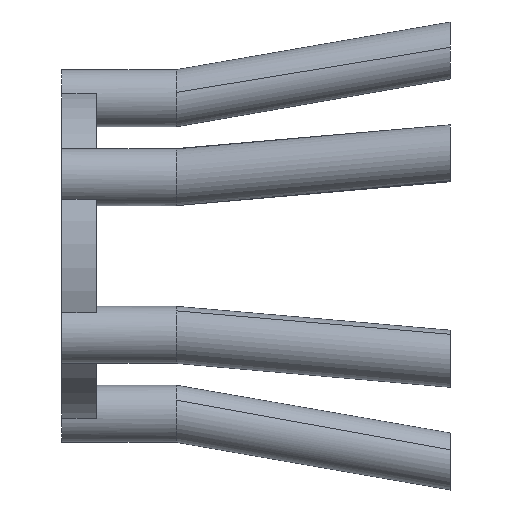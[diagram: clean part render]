
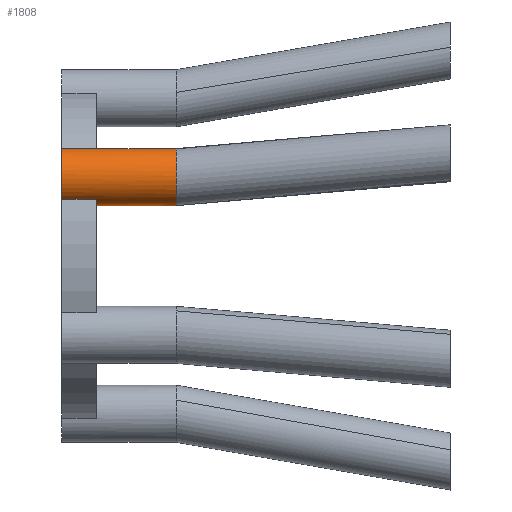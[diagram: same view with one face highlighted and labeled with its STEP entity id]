
A CAD part, left-side view. The second image highlights one B-rep face of the part: STEP entity #1808.
In plain terms, the highlighted cylindrical face has radius 1.25 mm (diameter 2.5 mm), a partial arc.
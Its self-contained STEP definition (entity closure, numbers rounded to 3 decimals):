
#53 = DIRECTION ( 'NONE',  ( 0., 0., 1. ) ) ;
#100 = DIRECTION ( 'NONE',  ( 0., 1., 0. ) ) ;
#135 = CARTESIAN_POINT ( 'NONE',  ( -6.777, 15.5, 2.488 ) ) ;
#196 = CIRCLE ( 'NONE', #2169, 1.25 ) ;
#239 = CIRCLE ( 'NONE', #2080, 1.25 ) ;
#240 = ORIENTED_EDGE ( 'NONE', *, *, #1417, .T. ) ;
#270 = LINE ( 'NONE', #298, #2424 ) ;
#298 = CARTESIAN_POINT ( 'NONE',  ( -6.425, 14.5, 2.285 ) ) ;
#387 = CIRCLE ( 'NONE', #505, 1.25 ) ;
#487 = EDGE_CURVE ( 'NONE', #2089, #1198, #270, .T. ) ;
#505 = AXIS2_PLACEMENT_3D ( 'NONE', #1097, #1279, #1484 ) ;
#533 = FACE_OUTER_BOUND ( 'NONE', #1534, .T. ) ;
#620 = DIRECTION ( 'NONE',  ( 0., 1., 0. ) ) ;
#628 = EDGE_CURVE ( 'NONE', #1775, #1198, #915, .T. ) ;
#632 = ORIENTED_EDGE ( 'NONE', *, *, #2007, .F. ) ;
#649 = CARTESIAN_POINT ( 'NONE',  ( -5.984, 12., 3.455 ) ) ;
#670 = LINE ( 'NONE', #1888, #2375 ) ;
#727 = CIRCLE ( 'NONE', #1055, 1.25 ) ;
#736 = DIRECTION ( 'NONE',  ( 0., 1., 0. ) ) ;
#760 = CARTESIAN_POINT ( 'NONE',  ( -5.984, 17., 4.705 ) ) ;
#861 = LINE ( 'NONE', #1649, #910 ) ;
#867 = VERTEX_POINT ( 'NONE', #1135 ) ;
#910 = VECTOR ( 'NONE', #1875, 1000. ) ;
#915 = CIRCLE ( 'NONE', #1250, 1.25 ) ;
#920 = CARTESIAN_POINT ( 'NONE',  ( -5.984, 17., 4.705 ) ) ;
#1055 = AXIS2_PLACEMENT_3D ( 'NONE', #649, #1831, #2411 ) ;
#1086 = CARTESIAN_POINT ( 'NONE',  ( -5.984, 12., 2.205 ) ) ;
#1097 = CARTESIAN_POINT ( 'NONE',  ( -5.984, 15.5, 3.455 ) ) ;
#1134 = DIRECTION ( 'NONE',  ( 0., 0., -1. ) ) ;
#1135 = CARTESIAN_POINT ( 'NONE',  ( -6.777, 17., 2.488 ) ) ;
#1165 = VERTEX_POINT ( 'NONE', #135 ) ;
#1198 = VERTEX_POINT ( 'NONE', #1897 ) ;
#1231 = ORIENTED_EDGE ( 'NONE', *, *, #487, .T. ) ;
#1250 = AXIS2_PLACEMENT_3D ( 'NONE', #1320, #736, #1509 ) ;
#1279 = DIRECTION ( 'NONE',  ( 0., -1., 0. ) ) ;
#1320 = CARTESIAN_POINT ( 'NONE',  ( -5.984, 17., 3.455 ) ) ;
#1326 = CYLINDRICAL_SURFACE ( 'NONE', #1853, 1.25 ) ;
#1378 = EDGE_CURVE ( 'NONE', #2298, #1788, #727, .T. ) ;
#1411 = ORIENTED_EDGE ( 'NONE', *, *, #628, .F. ) ;
#1417 = EDGE_CURVE ( 'NONE', #1165, #2089, #387, .T. ) ;
#1484 = DIRECTION ( 'NONE',  ( 0., 0., 1. ) ) ;
#1509 = DIRECTION ( 'NONE',  ( 0., 0., 1. ) ) ;
#1534 = EDGE_LOOP ( 'NONE', ( #2502, #632, #1691, #240, #1231, #1411, #1851, #1796, #1963 ) ) ;
#1547 = DIRECTION ( 'NONE',  ( 0., -1., 0. ) ) ;
#1610 = VECTOR ( 'NONE', #1547, 1000. ) ;
#1638 = CARTESIAN_POINT ( 'NONE',  ( -5.984, 17., 3.455 ) ) ;
#1649 = CARTESIAN_POINT ( 'NONE',  ( -5.984, 17., 2.205 ) ) ;
#1691 = ORIENTED_EDGE ( 'NONE', *, *, #2305, .F. ) ;
#1718 = VERTEX_POINT ( 'NONE', #920 ) ;
#1775 = VERTEX_POINT ( 'NONE', #1848 ) ;
#1788 = VERTEX_POINT ( 'NONE', #2493 ) ;
#1795 = DIRECTION ( 'NONE',  ( 0., 0., 1. ) ) ;
#1796 = ORIENTED_EDGE ( 'NONE', *, *, #1378, .T. ) ;
#1808 = ADVANCED_FACE ( 'NONE', ( #533 ), #1326, .T. ) ;
#1831 = DIRECTION ( 'NONE',  ( 0., 1., 0. ) ) ;
#1842 = CARTESIAN_POINT ( 'NONE',  ( -6.425, 15.5, 2.285 ) ) ;
#1848 = CARTESIAN_POINT ( 'NONE',  ( -5.984, 17., 2.205 ) ) ;
#1851 = ORIENTED_EDGE ( 'NONE', *, *, #2286, .T. ) ;
#1853 = AXIS2_PLACEMENT_3D ( 'NONE', #2097, #2454, #1134 ) ;
#1875 = DIRECTION ( 'NONE',  ( 0., -1., 0. ) ) ;
#1888 = CARTESIAN_POINT ( 'NONE',  ( -6.777, 14.5, 2.488 ) ) ;
#1897 = CARTESIAN_POINT ( 'NONE',  ( -6.425, 17., 2.285 ) ) ;
#1963 = ORIENTED_EDGE ( 'NONE', *, *, #1979, .T. ) ;
#1979 = EDGE_CURVE ( 'NONE', #1788, #2357, #239, .T. ) ;
#2007 = EDGE_CURVE ( 'NONE', #867, #1718, #196, .T. ) ;
#2078 = DIRECTION ( 'NONE',  ( 0., 1., 0. ) ) ;
#2080 = AXIS2_PLACEMENT_3D ( 'NONE', #2213, #2183, #53 ) ;
#2089 = VERTEX_POINT ( 'NONE', #1842 ) ;
#2097 = CARTESIAN_POINT ( 'NONE',  ( -5.984, 17., 3.455 ) ) ;
#2169 = AXIS2_PLACEMENT_3D ( 'NONE', #1638, #620, #1795 ) ;
#2183 = DIRECTION ( 'NONE',  ( 0., 1., 0. ) ) ;
#2213 = CARTESIAN_POINT ( 'NONE',  ( -5.984, 12., 3.455 ) ) ;
#2286 = EDGE_CURVE ( 'NONE', #1775, #2298, #861, .T. ) ;
#2298 = VERTEX_POINT ( 'NONE', #1086 ) ;
#2305 = EDGE_CURVE ( 'NONE', #1165, #867, #670, .T. ) ;
#2345 = CARTESIAN_POINT ( 'NONE',  ( -5.984, 12., 4.705 ) ) ;
#2352 = EDGE_CURVE ( 'NONE', #1718, #2357, #2510, .T. ) ;
#2357 = VERTEX_POINT ( 'NONE', #2345 ) ;
#2375 = VECTOR ( 'NONE', #100, 1000. ) ;
#2411 = DIRECTION ( 'NONE',  ( 0., 0., 1. ) ) ;
#2424 = VECTOR ( 'NONE', #2078, 1000. ) ;
#2454 = DIRECTION ( 'NONE',  ( 0., -1., 0. ) ) ;
#2493 = CARTESIAN_POINT ( 'NONE',  ( -6.113, 12., 2.212 ) ) ;
#2502 = ORIENTED_EDGE ( 'NONE', *, *, #2352, .F. ) ;
#2510 = LINE ( 'NONE', #760, #1610 ) ;
